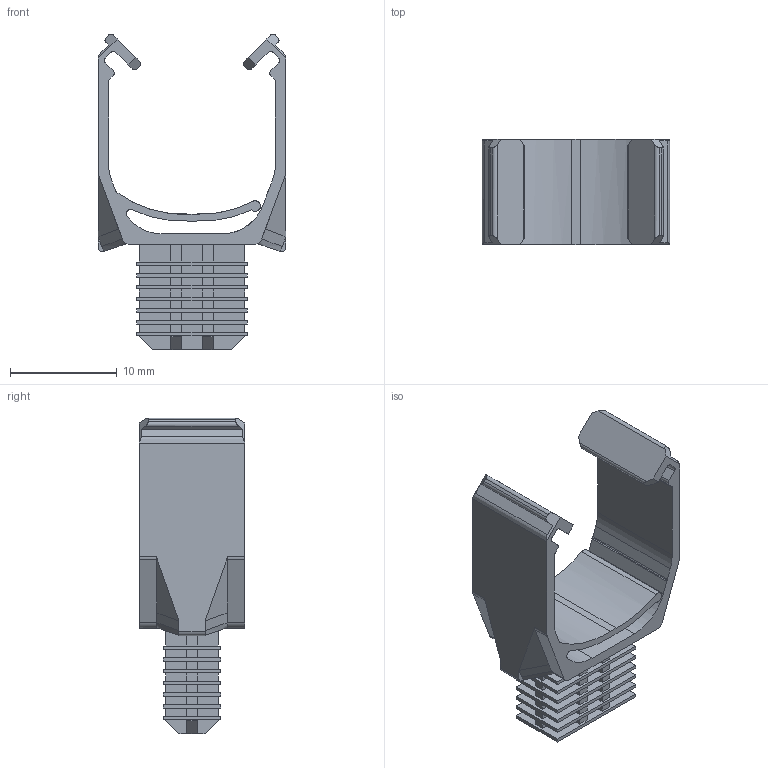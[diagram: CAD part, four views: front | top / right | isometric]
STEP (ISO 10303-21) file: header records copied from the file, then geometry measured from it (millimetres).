
FILE_DESCRIPTION(('FreeCAD Model'),'2;1');
FILE_NAME('Open CASCADE Shape Model','2025-05-03T20:08:04',('FreeCAD'),( 'FreeCAD'),'Open CASCADE STEP processor 7.6','FreeCAD','Unknown');
FILE_SCHEMA(('AUTOMOTIVE_DESIGN { 1 0 10303 214 1 1 1 1 }'));
Length unit declared in the file: millimetre
Products named in the file (1): Open CASCADE STEP translator 7.6 1
Bounding box: 17.56 x 9.85 x 29.51 mm (x, y, z)
Volume: 1017.3 mm3; surface area: 2443.6 mm2
Topology: 1 solids, 1 shells, 314 faces, 879 edges, 582 vertices
Faces by surface type: bspline 314
Entity records: 9144 total; most frequent: CARTESIAN_POINT 3897, ORIENTED_EDGE 1758, EDGE_CURVE 879, B_SPLINE_CURVE_WITH_KNOTS 775, VERTEX_POINT 582, FACE_BOUND 329, EDGE_LOOP 329, ADVANCED_FACE 314
